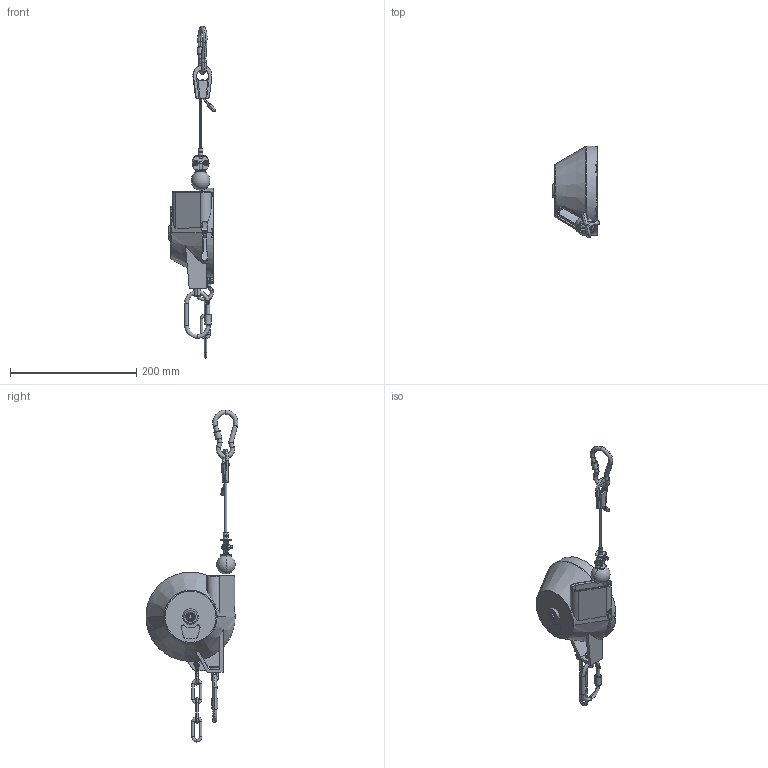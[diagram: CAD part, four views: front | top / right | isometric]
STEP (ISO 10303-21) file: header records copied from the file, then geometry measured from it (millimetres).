
FILE_DESCRIPTION((''),'2;1');
FILE_NAME('TMP141823_SW','2011-08-10T',('tooextcsr'),(''),'PRO/ENGINEER BY PARAMETRIC TECHNOLOGY CORPORATION, 2008310','PRO/ENGINEER BY PARAMETRIC TECHNOLOGY CORPORATION, 2008310','');
FILE_SCHEMA(('CONFIG_CONTROL_DESIGN', 'GEOMETRIC_VALIDATION_PROPERTIES_MIM'));
Length unit declared in the file: millimetre
Products named in the file (1): TMP141823_SW
Bounding box: 74.74 x 145.63 x 525.68 mm (x, y, z)
Surface area: 137583.2 mm2 (no closed solid volume)
Topology: 0 solids, 69 shells, 542 faces, 2627 edges, 2063 vertices
Faces by surface type: plane 199, cylinder 161, torus 75, cone 71, sphere 18, bspline 10, extrusion 4, revolution 4
Entity records: 32818 total; most frequent: CARTESIAN_POINT 8145, DIRECTION 4460, ORIENTED_EDGE 3731, EDGE_CURVE 2619, VERTEX_POINT 2063, AXIS2_PLACEMENT_3D 1803, CIRCLE 1279, VECTOR 850
